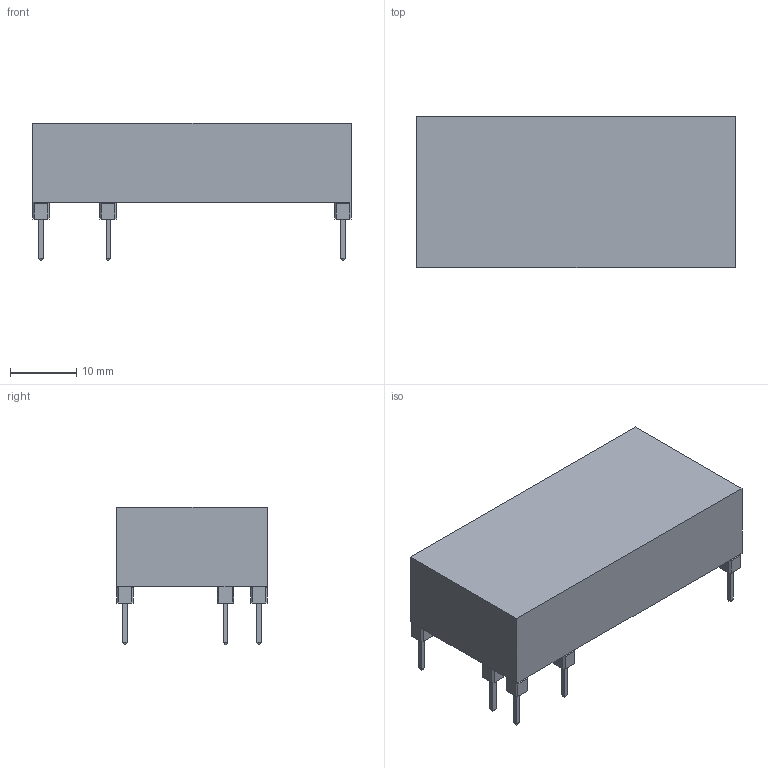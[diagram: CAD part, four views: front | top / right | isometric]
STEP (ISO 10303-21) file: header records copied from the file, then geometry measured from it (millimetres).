
FILE_DESCRIPTION(('FreeCAD Model'),'2;1');
FILE_NAME('XL6009_Board_Buck_Boost_EN_Vref.step','2021-08-28T14:14:35',('Author'),(''), 'Open CASCADE STEP processor 7.3','FreeCAD','Unknown');
FILE_SCHEMA(('AUTOMOTIVE_DESIGN { 1 0 10303 214 1 1 1 1 }'));
Length unit declared in the file: millimetre
Products named in the file (1): Fusion
Bounding box: 48.26 x 22.86 x 20.89 mm (x, y, z)
Volume: 13343.4 mm3; surface area: 4217 mm2
Topology: 1 solids, 1 shells, 160 faces, 411 edges, 248 vertices
Faces by surface type: plane 160
Entity records: 11140 total; most frequent: CARTESIAN_POINT 1690, DIRECTION 1507, LINE 1185, VECTOR 1185, ORIENTED_EDGE 822, PCURVE 822, DEFINITIONAL_REPRESENTATION 822, EDGE_CURVE 411
